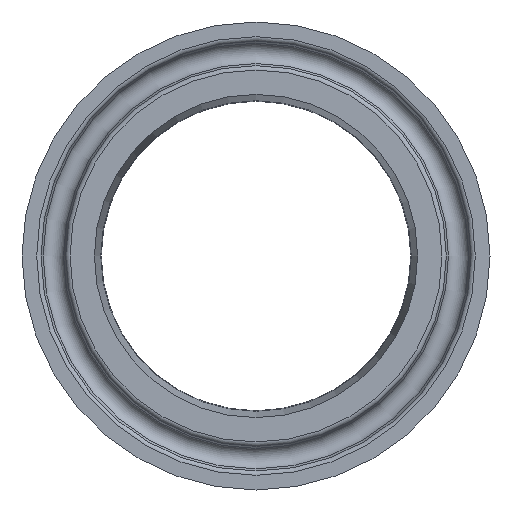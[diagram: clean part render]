
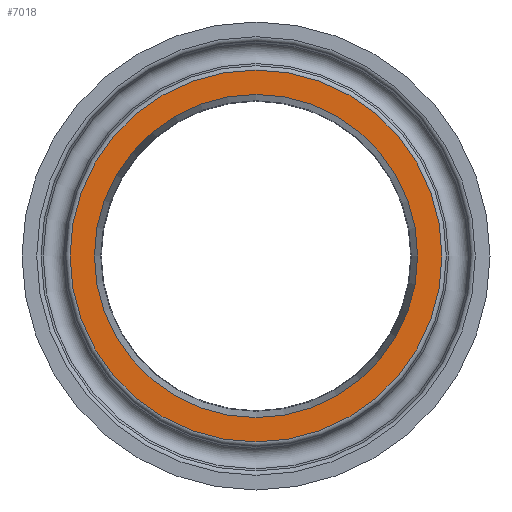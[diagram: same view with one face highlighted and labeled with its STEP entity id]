
A CAD part, left-side view. The second image highlights one B-rep face of the part: STEP entity #7018.
In plain terms, the highlighted planar face has unit normal (-1, 0, 0).
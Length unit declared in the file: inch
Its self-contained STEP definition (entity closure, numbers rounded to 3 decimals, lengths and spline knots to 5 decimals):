
#95=FACE_BOUND('',#1218,.T.);
#275=PLANE('',#7513);
#797=FACE_OUTER_BOUND('',#1217,.T.);
#1217=EDGE_LOOP('',(#6501,#6502));
#1218=EDGE_LOOP('',(#6503,#6504));
#1420=CIRCLE('',#7475,0.685);
#1421=CIRCLE('',#7476,0.685);
#1447=CIRCLE('',#7510,0.78834);
#1448=CIRCLE('',#7511,0.78834);
#3398=VERTEX_POINT('',#15312);
#3399=VERTEX_POINT('',#15314);
#3422=VERTEX_POINT('',#15373);
#3423=VERTEX_POINT('',#15375);
#4430=EDGE_CURVE('',#3399,#3398,#1420,.T.);
#4431=EDGE_CURVE('',#3398,#3399,#1421,.T.);
#4459=EDGE_CURVE('',#3422,#3423,#1447,.T.);
#4460=EDGE_CURVE('',#3423,#3422,#1448,.T.);
#6501=ORIENTED_EDGE('',*,*,#4460,.F.);
#6502=ORIENTED_EDGE('',*,*,#4459,.F.);
#6503=ORIENTED_EDGE('',*,*,#4430,.T.);
#6504=ORIENTED_EDGE('',*,*,#4431,.T.);
#7018=ADVANCED_FACE('',(#797,#95),#275,.T.);
#7475=AXIS2_PLACEMENT_3D('',#15315,#8873,#8874);
#7476=AXIS2_PLACEMENT_3D('',#15316,#8875,#8876);
#7510=AXIS2_PLACEMENT_3D('',#15376,#8945,#8946);
#7511=AXIS2_PLACEMENT_3D('',#15377,#8947,#8948);
#7513=AXIS2_PLACEMENT_3D('',#15379,#8951,#8952);
#8873=DIRECTION('center_axis',(1.,0.,0.));
#8874=DIRECTION('ref_axis',(0.,1.,0.));
#8875=DIRECTION('center_axis',(1.,0.,0.));
#8876=DIRECTION('ref_axis',(0.,1.,0.));
#8945=DIRECTION('center_axis',(1.,0.,0.));
#8946=DIRECTION('ref_axis',(0.,-1.,0.));
#8947=DIRECTION('center_axis',(1.,0.,0.));
#8948=DIRECTION('ref_axis',(0.,-1.,0.));
#8951=DIRECTION('center_axis',(-1.,0.,0.));
#8952=DIRECTION('ref_axis',(0.,0.,1.));
#15312=CARTESIAN_POINT('',(0.,-0.685,0.));
#15314=CARTESIAN_POINT('',(0.,0.685,0.));
#15315=CARTESIAN_POINT('Origin',(0.,0.,0.));
#15316=CARTESIAN_POINT('Origin',(0.,0.,0.));
#15373=CARTESIAN_POINT('',(0.,0.,
0.78834));
#15375=CARTESIAN_POINT('',(0.,0.78834,0.));
#15376=CARTESIAN_POINT('Origin',(0.,0.,0.));
#15377=CARTESIAN_POINT('Origin',(0.,0.,0.));
#15379=CARTESIAN_POINT('Origin',(0.,0.74329,
0.));
